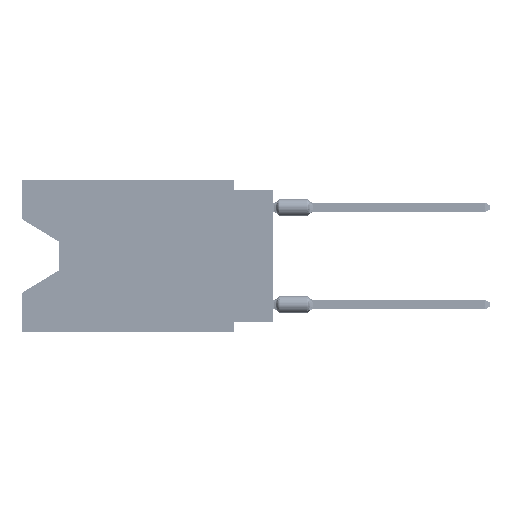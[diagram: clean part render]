
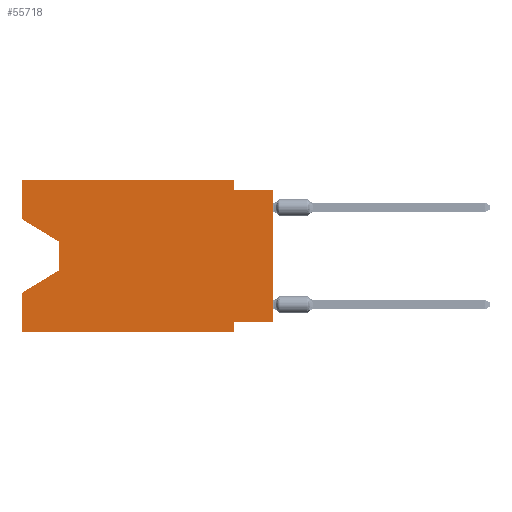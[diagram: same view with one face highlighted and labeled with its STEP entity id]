
A CAD part, left-side view. The second image highlights one B-rep face of the part: STEP entity #55718.
In plain terms, the highlighted planar face has unit normal (-1, 0, 0).
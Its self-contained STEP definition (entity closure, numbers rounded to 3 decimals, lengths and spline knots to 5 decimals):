
#701 = EDGE_CURVE ( 'NONE', #59379, #52335, #24215, .T. ) ;
#1075 = CARTESIAN_POINT ( 'NONE',  ( 0., 0.1, -0.025 ) ) ;
#1616 = EDGE_LOOP ( 'NONE', ( #39951, #66106, #62254, #13449, #49550, #76514, #63299, #7851, #24202, #14306, #68869, #44083 ) ) ;
#2384 = VERTEX_POINT ( 'NONE', #4249 ) ;
#3032 = CARTESIAN_POINT ( 'NONE',  ( 0., 0.645, -0.10025 ) ) ;
#3920 = CARTESIAN_POINT ( 'NONE',  ( 0., 0.55, -0.158 ) ) ;
#4249 = CARTESIAN_POINT ( 'NONE',  ( 0., 0.1, -0.39 ) ) ;
#4346 = CARTESIAN_POINT ( 'NONE',  ( 0., 0.645, 0. ) ) ;
#5543 = VECTOR ( 'NONE', #67334, 39.37008 ) ;
#5669 = DIRECTION ( 'NONE',  ( 0., 0., -1. ) ) ;
#7851 = ORIENTED_EDGE ( 'NONE', *, *, #82894, .T. ) ;
#8335 = VECTOR ( 'NONE', #58953, 39.37008 ) ;
#10101 = CARTESIAN_POINT ( 'NONE',  ( 0., 0., 0. ) ) ;
#12218 = VERTEX_POINT ( 'NONE', #19095 ) ;
#13021 = EDGE_CURVE ( 'NONE', #46163, #2384, #59521, .T. ) ;
#13449 = ORIENTED_EDGE ( 'NONE', *, *, #701, .F. ) ;
#13473 = CARTESIAN_POINT ( 'NONE',  ( 0., 0.645, 0. ) ) ;
#14306 = ORIENTED_EDGE ( 'NONE', *, *, #41455, .F. ) ;
#14325 = CARTESIAN_POINT ( 'NONE',  ( 0., 0., -0.025 ) ) ;
#14934 = EDGE_CURVE ( 'NONE', #25789, #27586, #47037, .T. ) ;
#15121 = CARTESIAN_POINT ( 'NONE',  ( 0., 0.645, -0.39 ) ) ;
#16776 = DIRECTION ( 'NONE',  ( 0., -1., 0. ) ) ;
#17748 = CARTESIAN_POINT ( 'NONE',  ( 0., 0.1, 0. ) ) ;
#19095 = CARTESIAN_POINT ( 'NONE',  ( 0., 0., -0.025 ) ) ;
#23633 = VERTEX_POINT ( 'NONE', #44272 ) ;
#24202 = ORIENTED_EDGE ( 'NONE', *, *, #27920, .F. ) ;
#24215 = LINE ( 'NONE', #4346, #73694 ) ;
#25760 = LINE ( 'NONE', #52680, #85480 ) ;
#25789 = VERTEX_POINT ( 'NONE', #3032 ) ;
#25833 = DIRECTION ( 'NONE',  ( 0., -1., 0. ) ) ;
#27586 = VERTEX_POINT ( 'NONE', #77087 ) ;
#27707 = EDGE_CURVE ( 'NONE', #59379, #2384, #72614, .T. ) ;
#27920 = EDGE_CURVE ( 'NONE', #29126, #12218, #40388, .T. ) ;
#28566 = PLANE ( 'NONE',  #85490 ) ;
#29126 = VERTEX_POINT ( 'NONE', #1075 ) ;
#29788 = EDGE_CURVE ( 'NONE', #80110, #23633, #64947, .T. ) ;
#33069 = CARTESIAN_POINT ( 'NONE',  ( 0., 0.1, 0. ) ) ;
#35198 = FACE_OUTER_BOUND ( 'NONE', #1616, .T. ) ;
#35294 = EDGE_CURVE ( 'NONE', #23633, #52335, #53080, .T. ) ;
#36560 = VECTOR ( 'NONE', #25833, 39.37008 ) ;
#39951 = ORIENTED_EDGE ( 'NONE', *, *, #68564, .T. ) ;
#40388 = LINE ( 'NONE', #14325, #36560 ) ;
#41455 = EDGE_CURVE ( 'NONE', #66616, #29126, #72391, .T. ) ;
#44083 = ORIENTED_EDGE ( 'NONE', *, *, #14934, .F. ) ;
#44272 = CARTESIAN_POINT ( 'NONE',  ( 0., 0.55, -0.232 ) ) ;
#46163 = VERTEX_POINT ( 'NONE', #53153 ) ;
#46920 = DIRECTION ( 'NONE',  ( 0., -0.855, -0.519 ) ) ;
#47037 = LINE ( 'NONE', #13473, #5543 ) ;
#47061 = VECTOR ( 'NONE', #68084, 39.37008 ) ;
#49550 = ORIENTED_EDGE ( 'NONE', *, *, #27707, .T. ) ;
#50678 = CARTESIAN_POINT ( 'NONE',  ( 0., 0.645, -0.28975 ) ) ;
#51557 = DIRECTION ( 'NONE',  ( 0., 0., 1. ) ) ;
#51685 = CARTESIAN_POINT ( 'NONE',  ( 0., 0.55, -0.158 ) ) ;
#52335 = VERTEX_POINT ( 'NONE', #50678 ) ;
#52680 = CARTESIAN_POINT ( 'NONE',  ( 0., 0.645, -0.10025 ) ) ;
#53080 = LINE ( 'NONE', #67646, #47061 ) ;
#53153 = CARTESIAN_POINT ( 'NONE',  ( 0., 0.1, -0.365 ) ) ;
#53412 = VECTOR ( 'NONE', #56043, 39.37008 ) ;
#55413 = DIRECTION ( 'NONE',  ( 0., 1., 0. ) ) ;
#55620 = CARTESIAN_POINT ( 'NONE',  ( 0., 0., -0.365 ) ) ;
#55718 = ADVANCED_FACE ( 'NONE', ( #35198 ), #28566, .F. ) ;
#56043 = DIRECTION ( 'NONE',  ( 0., 0., 1. ) ) ;
#58110 = CARTESIAN_POINT ( 'NONE',  ( 0., 0.645, 0. ) ) ;
#58511 = VECTOR ( 'NONE', #16776, 39.37008 ) ;
#58953 = DIRECTION ( 'NONE',  ( 0., -1., 0. ) ) ;
#59379 = VERTEX_POINT ( 'NONE', #15121 ) ;
#59521 = LINE ( 'NONE', #79319, #60231 ) ;
#60231 = VECTOR ( 'NONE', #5669, 39.37008 ) ;
#62254 = ORIENTED_EDGE ( 'NONE', *, *, #35294, .T. ) ;
#63299 = ORIENTED_EDGE ( 'NONE', *, *, #76373, .F. ) ;
#63967 = VERTEX_POINT ( 'NONE', #55620 ) ;
#64569 = VECTOR ( 'NONE', #74113, 39.37008 ) ;
#64947 = LINE ( 'NONE', #51685, #66367 ) ;
#66106 = ORIENTED_EDGE ( 'NONE', *, *, #29788, .T. ) ;
#66367 = VECTOR ( 'NONE', #72017, 39.37008 ) ;
#66616 = VERTEX_POINT ( 'NONE', #17748 ) ;
#67000 = EDGE_CURVE ( 'NONE', #27586, #66616, #85623, .T. ) ;
#67334 = DIRECTION ( 'NONE',  ( 0., 0., 1. ) ) ;
#67646 = CARTESIAN_POINT ( 'NONE',  ( 0., 0.55, -0.232 ) ) ;
#68084 = DIRECTION ( 'NONE',  ( 0., 0.855, -0.519 ) ) ;
#68564 = EDGE_CURVE ( 'NONE', #25789, #80110, #25760, .T. ) ;
#68869 = ORIENTED_EDGE ( 'NONE', *, *, #67000, .F. ) ;
#70039 = DIRECTION ( 'NONE',  ( 0., 0., -1. ) ) ;
#70150 = LINE ( 'NONE', #10101, #53412 ) ;
#72017 = DIRECTION ( 'NONE',  ( 0., 0., -1. ) ) ;
#72391 = LINE ( 'NONE', #33069, #64569 ) ;
#72614 = LINE ( 'NONE', #77520, #8335 ) ;
#73694 = VECTOR ( 'NONE', #51557, 39.37008 ) ;
#74113 = DIRECTION ( 'NONE',  ( 0., 0., -1. ) ) ;
#76373 = EDGE_CURVE ( 'NONE', #63967, #46163, #82341, .T. ) ;
#76514 = ORIENTED_EDGE ( 'NONE', *, *, #13021, .F. ) ;
#77087 = CARTESIAN_POINT ( 'NONE',  ( 0., 0.645, 0. ) ) ;
#77265 = CARTESIAN_POINT ( 'NONE',  ( 0., 0.645, 0. ) ) ;
#77520 = CARTESIAN_POINT ( 'NONE',  ( 0., 0.645, -0.39 ) ) ;
#77543 = DIRECTION ( 'NONE',  ( 1., 0., 0. ) ) ;
#79319 = CARTESIAN_POINT ( 'NONE',  ( 0., 0.1, -0.39 ) ) ;
#80110 = VERTEX_POINT ( 'NONE', #3920 ) ;
#82341 = LINE ( 'NONE', #83212, #84842 ) ;
#82894 = EDGE_CURVE ( 'NONE', #63967, #12218, #70150, .T. ) ;
#83212 = CARTESIAN_POINT ( 'NONE',  ( 0., 0., -0.365 ) ) ;
#84842 = VECTOR ( 'NONE', #55413, 39.37008 ) ;
#85480 = VECTOR ( 'NONE', #46920, 39.37008 ) ;
#85490 = AXIS2_PLACEMENT_3D ( 'NONE', #58110, #77543, #70039 ) ;
#85623 = LINE ( 'NONE', #77265, #58511 ) ;
